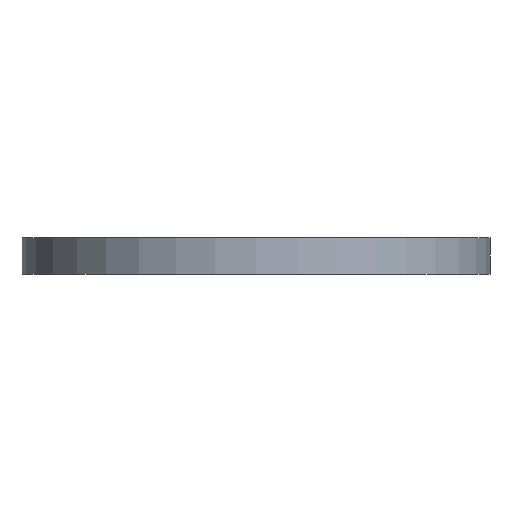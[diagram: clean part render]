
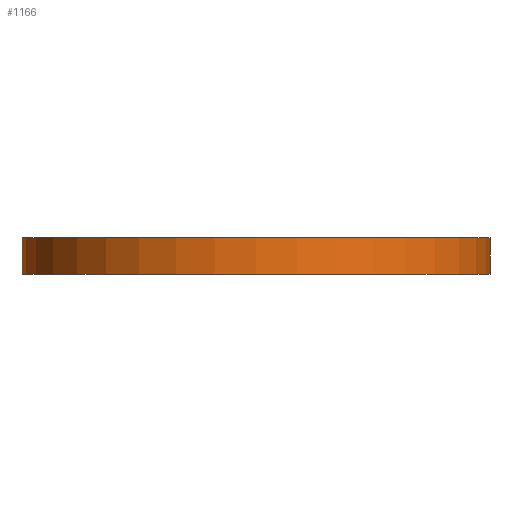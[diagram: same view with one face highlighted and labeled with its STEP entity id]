
A CAD part, front view. The second image highlights one B-rep face of the part: STEP entity #1166.
In plain terms, the highlighted cylindrical face has radius 22.345 mm (diameter 44.69 mm), a full revolution.
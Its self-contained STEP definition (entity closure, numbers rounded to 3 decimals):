
#1166 = ADVANCED_FACE( '', ( #2820, #2821 ), #2822, .T. );
#2820 = FACE_OUTER_BOUND( '', #4965, .T. );
#2821 = FACE_OUTER_BOUND( '', #4966, .T. );
#2822 = CYLINDRICAL_SURFACE( '', #4967, 22.345 );
#4965 = EDGE_LOOP( '', ( #8131 ) );
#4966 = EDGE_LOOP( '', ( #8132 ) );
#4967 = AXIS2_PLACEMENT_3D( '', #8133, #8134, #8135 );
#8131 = ORIENTED_EDGE( '', *, *, #13510, .T. );
#8132 = ORIENTED_EDGE( '', *, *, #13511, .T. );
#8133 = CARTESIAN_POINT( '', ( 0., 0., 0. ) );
#8134 = DIRECTION( '', ( 0., 0., -1. ) );
#8135 = DIRECTION( '', ( 1., 0., 0. ) );
#13510 = EDGE_CURVE( '', #16430, #16430, #16431, .F. );
#13511 = EDGE_CURVE( '', #16432, #16432, #16433, .F. );
#16430 = VERTEX_POINT( '', #20260 );
#16431 = CIRCLE( '', #20261, 22.345 );
#16432 = VERTEX_POINT( '', #20262 );
#16433 = CIRCLE( '', #20263, 22.345 );
#20260 = CARTESIAN_POINT( '', ( 22.345, 0., 0. ) );
#20261 = AXIS2_PLACEMENT_3D( '', #23768, #23769, #23770 );
#20262 = CARTESIAN_POINT( '', ( -22.345, 0., -3.5 ) );
#20263 = AXIS2_PLACEMENT_3D( '', #23771, #23772, #23773 );
#23768 = CARTESIAN_POINT( '', ( 0., 0., 0. ) );
#23769 = DIRECTION( '', ( 0., 0., 1. ) );
#23770 = DIRECTION( '', ( 1., 0., 0. ) );
#23771 = CARTESIAN_POINT( '', ( 0., 0., -3.5 ) );
#23772 = DIRECTION( '', ( 0., 0., -1. ) );
#23773 = DIRECTION( '', ( -1., 0., 0. ) );
